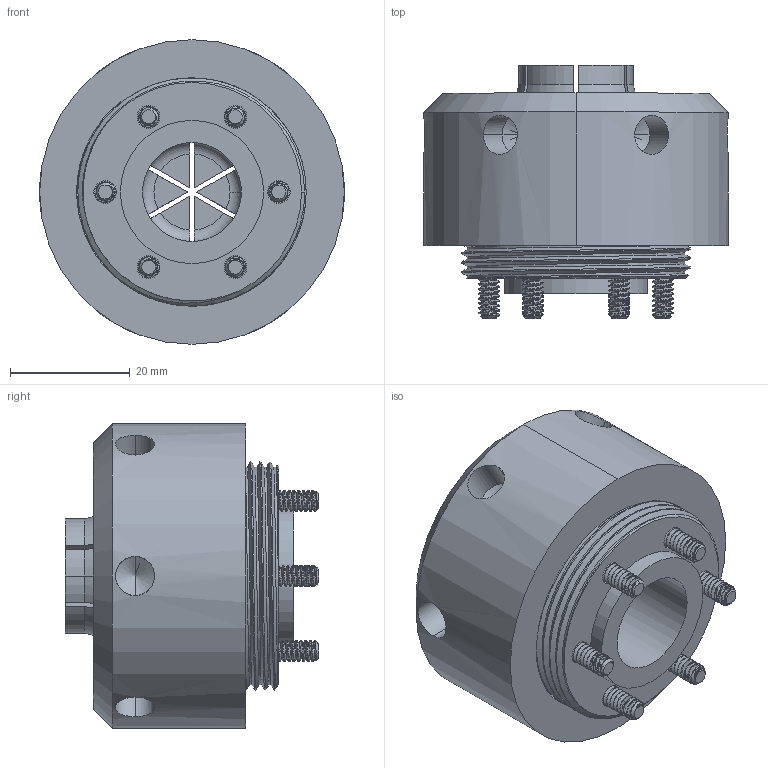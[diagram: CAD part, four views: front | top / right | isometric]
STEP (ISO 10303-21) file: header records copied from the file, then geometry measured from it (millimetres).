
FILE_DESCRIPTION (( 'STEP AP203' ), '1' );
FILE_NAME ('37100.STEP', '2020-03-23T16:09:36', ( 'Marc' ), ( 'Microsoft' ), 'SwSTEP 2.0', 'SolidWorks 2018', '' );
FILE_SCHEMA (( 'CONFIG_CONTROL_DESIGN' ));
Length unit declared in the file: inch
Products named in the file (4): 37150_default; 37125_M10479; 63258 SHCS_6-32 x 58; 37100
Assembly tree (8 placements, depth 2):
  37100
    37150_default
    37125_M10479
    63258 SHCS_6-32 x 58  x6
Bounding box: 50.8 x 42.24 x 50.8 mm (x, y, z)
Volume: 46128.2 mm3; surface area: 23725.6 mm2
Topology: 8 solids, 8 shells, 822 faces, 2231 edges, 1440 vertices
Faces by surface type: cylinder 584, plane 103, cone 102, bspline 18, torus 15
Entity records: 18411 total; most frequent: CARTESIAN_POINT 11497, ORIENTED_EDGE 1488, DIRECTION 1190, EDGE_CURVE 744, VERTEX_POINT 485, AXIS2_PLACEMENT_3D 456, EDGE_LOOP 315, ADVANCED_FACE 282
